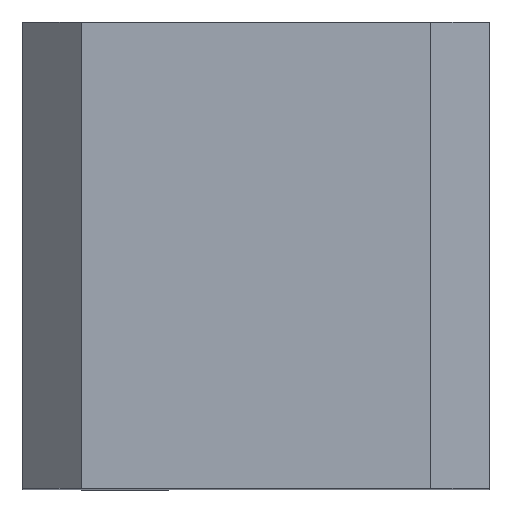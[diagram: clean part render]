
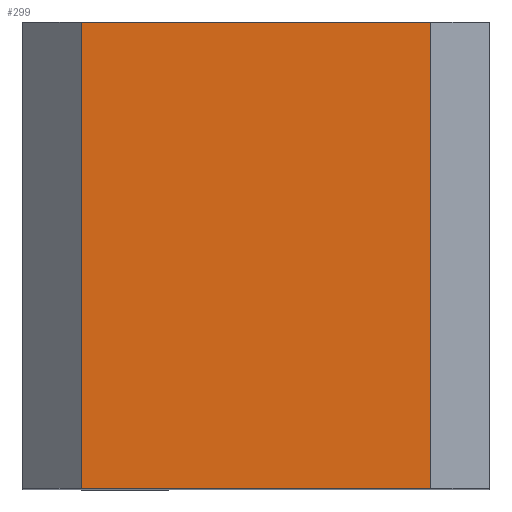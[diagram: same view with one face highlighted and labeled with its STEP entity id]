
A CAD part, top view. The second image highlights one B-rep face of the part: STEP entity #299.
In plain terms, the highlighted planar face has unit normal (0, 0, 1).
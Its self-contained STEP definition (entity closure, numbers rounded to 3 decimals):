
#44=FACE_OUTER_BOUND('',#64,.T.);
#64=EDGE_LOOP('',(#234,#235,#236,#237));
#81=LINE('',#451,#110);
#87=LINE('',#465,#116);
#97=LINE('',#489,#126);
#100=LINE('',#494,#129);
#110=VECTOR('',#365,10.);
#116=VECTOR('',#377,10.);
#126=VECTOR('',#397,10.);
#129=VECTOR('',#402,10.);
#139=VERTEX_POINT('',#448);
#140=VERTEX_POINT('',#450);
#145=VERTEX_POINT('',#464);
#154=VERTEX_POINT('',#488);
#165=EDGE_CURVE('',#139,#140,#81,.T.);
#172=EDGE_CURVE('',#145,#140,#87,.T.);
#184=EDGE_CURVE('',#145,#154,#97,.T.);
#187=EDGE_CURVE('',#139,#154,#100,.T.);
#234=ORIENTED_EDGE('',*,*,#165,.F.);
#235=ORIENTED_EDGE('',*,*,#187,.T.);
#236=ORIENTED_EDGE('',*,*,#184,.F.);
#237=ORIENTED_EDGE('',*,*,#172,.T.);
#287=PLANE('',#342);
#299=ADVANCED_FACE('',(#44),#287,.T.);
#342=AXIS2_PLACEMENT_3D('',#493,#400,#401);
#365=DIRECTION('',(0.,1.,0.));
#377=DIRECTION('',(-1.,0.,0.));
#397=DIRECTION('',(0.,-1.,0.));
#400=DIRECTION('center_axis',(0.,0.,1.));
#401=DIRECTION('ref_axis',(1.,0.,0.));
#402=DIRECTION('',(1.,0.,0.));
#448=CARTESIAN_POINT('',(-6.,0.,16.));
#450=CARTESIAN_POINT('',(-6.,16.,16.));
#451=CARTESIAN_POINT('',(-6.,12.,16.));
#464=CARTESIAN_POINT('',(6.,16.,16.));
#465=CARTESIAN_POINT('',(8.,16.,16.));
#488=CARTESIAN_POINT('',(6.,0.,16.));
#489=CARTESIAN_POINT('',(6.,4.,16.));
#493=CARTESIAN_POINT('Origin',(0.,8.,16.));
#494=CARTESIAN_POINT('',(-8.,0.,16.));
